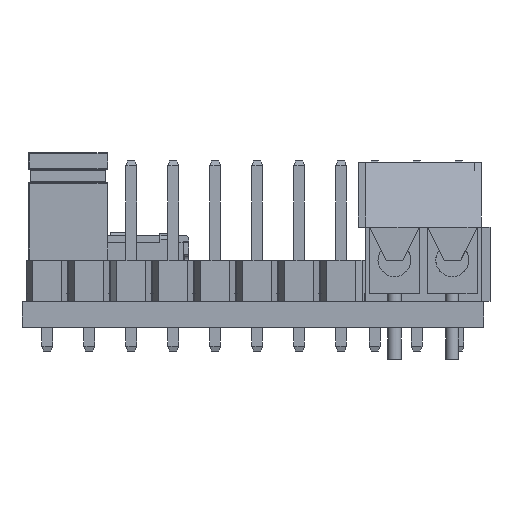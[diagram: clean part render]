
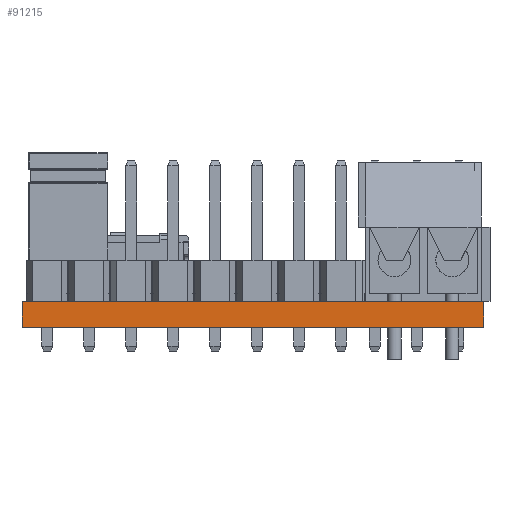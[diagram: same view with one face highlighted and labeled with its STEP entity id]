
A CAD part, front view. The second image highlights one B-rep face of the part: STEP entity #91215.
In plain terms, the highlighted planar face has unit normal (0, -1, 0).
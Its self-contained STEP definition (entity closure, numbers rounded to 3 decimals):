
#1997 = CARTESIAN_POINT ( 'NONE',  ( 27.94, 0., 1.57 ) ) ;
#4237 = VERTEX_POINT ( 'NONE', #104539 ) ;
#5152 = AXIS2_PLACEMENT_3D ( 'NONE', #49287, #35631, #100258 ) ;
#6525 = VECTOR ( 'NONE', #153277, 1000. ) ;
#9985 = LINE ( 'NONE', #49089, #143952 ) ;
#10504 = VERTEX_POINT ( 'NONE', #61067 ) ;
#18542 = VECTOR ( 'NONE', #20089, 1000. ) ;
#20089 = DIRECTION ( 'NONE',  ( 1., 0., 0. ) ) ;
#28492 = VECTOR ( 'NONE', #92718, 1000. ) ;
#35631 = DIRECTION ( 'NONE',  ( 0., 1., 0. ) ) ;
#42840 = VERTEX_POINT ( 'NONE', #130703 ) ;
#46429 = ORIENTED_EDGE ( 'NONE', *, *, #56249, .F. ) ;
#49089 = CARTESIAN_POINT ( 'NONE',  ( 0., 0., 1.57 ) ) ;
#49287 = CARTESIAN_POINT ( 'NONE',  ( 0., 0., 1.57 ) ) ;
#49647 = DIRECTION ( 'NONE',  ( 0., 0., -1. ) ) ;
#56249 = EDGE_CURVE ( 'NONE', #42840, #66950, #144232, .T. ) ;
#56826 = EDGE_LOOP ( 'NONE', ( #136761, #46429, #144128, #159368 ) ) ;
#57595 = CARTESIAN_POINT ( 'NONE',  ( 0., 0., 0. ) ) ;
#61067 = CARTESIAN_POINT ( 'NONE',  ( 0., 0., 1.57 ) ) ;
#65262 = LINE ( 'NONE', #103922, #6525 ) ;
#66950 = VERTEX_POINT ( 'NONE', #107060 ) ;
#73474 = LINE ( 'NONE', #57595, #18542 ) ;
#87004 = EDGE_CURVE ( 'NONE', #10504, #4237, #9985, .T. ) ;
#91215 = ADVANCED_FACE ( 'NONE', ( #92652 ), #153524, .F. ) ;
#92652 = FACE_OUTER_BOUND ( 'NONE', #56826, .T. ) ;
#92718 = DIRECTION ( 'NONE',  ( 0., 0., -1. ) ) ;
#100258 = DIRECTION ( 'NONE',  ( 0., 0., 1. ) ) ;
#103922 = CARTESIAN_POINT ( 'NONE',  ( 0., 0., 1.57 ) ) ;
#104539 = CARTESIAN_POINT ( 'NONE',  ( 0., 0., 0. ) ) ;
#107060 = CARTESIAN_POINT ( 'NONE',  ( 27.94, 0., 0. ) ) ;
#125495 = EDGE_CURVE ( 'NONE', #10504, #42840, #65262, .T. ) ;
#130703 = CARTESIAN_POINT ( 'NONE',  ( 27.94, 0., 1.57 ) ) ;
#136761 = ORIENTED_EDGE ( 'NONE', *, *, #137820, .T. ) ;
#137820 = EDGE_CURVE ( 'NONE', #4237, #66950, #73474, .T. ) ;
#143952 = VECTOR ( 'NONE', #49647, 1000. ) ;
#144128 = ORIENTED_EDGE ( 'NONE', *, *, #125495, .F. ) ;
#144232 = LINE ( 'NONE', #1997, #28492 ) ;
#153277 = DIRECTION ( 'NONE',  ( 1., 0., 0. ) ) ;
#153524 = PLANE ( 'NONE',  #5152 ) ;
#159368 = ORIENTED_EDGE ( 'NONE', *, *, #87004, .T. ) ;
